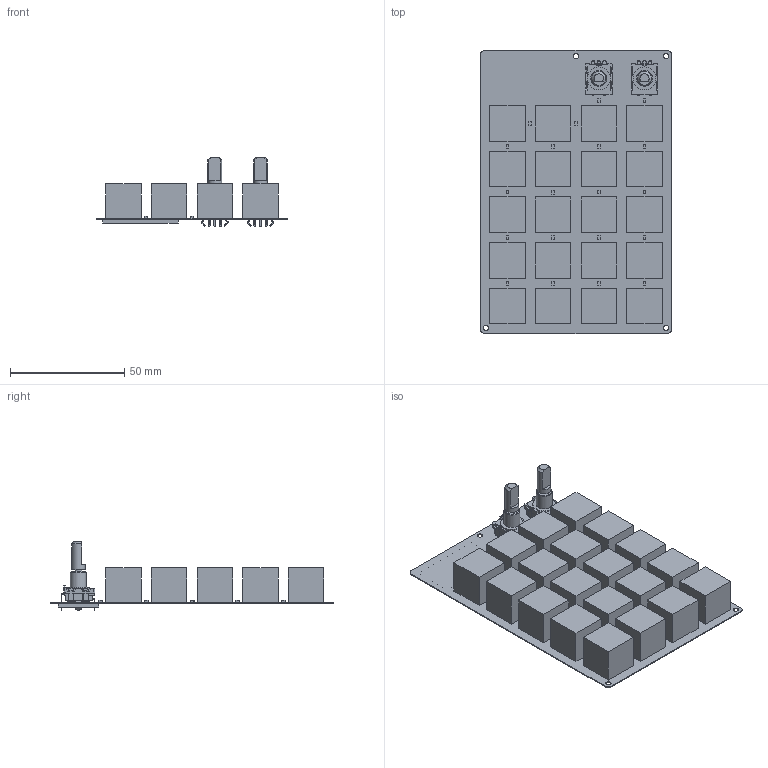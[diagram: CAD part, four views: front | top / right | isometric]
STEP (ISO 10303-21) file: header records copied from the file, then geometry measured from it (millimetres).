
FILE_DESCRIPTION(('Open CASCADE Model'),'2;1');
FILE_NAME('Open CASCADE Shape Model','2025-04-11T16:53:11',('Author'),( 'Open CASCADE'),'Open CASCADE STEP processor 7.5','Open CASCADE 7.5' ,'Unknown');
FILE_SCHEMA(('AUTOMOTIVE_DESIGN { 1 0 10303 214 1 1 1 1 }'));
Length unit declared in the file: millimetre
Products named in the file (57): PCB; Board; Open CASCADE STEP translator 7.5 1.1.1; SW2; 7113050848; Extruded; S2; 4820xx514001; 482020714001; pin; pin_short; contact_plate; S1; SW20; SW19; SW18; SW17; SW16; SW15; SW14; SW13; SW12; SW11; SW10; SW9; SW8; SW7; SW6; SW5; SW4; SW3; SW1; K1; 7113050288; D20; 7113050688; D19; D18; D17; D16 ...
Assembly tree (98 placements, depth 4):
  PCB
    Board
      Open CASCADE STEP translator 7.5 1.1.1
    SW2
      7113050848
        Extruded
    S2
      4820xx514001
        482020714001
        pin  x3
        pin_short  x2
        contact_plate
    S1
      4820xx514001
        482020714001
        pin  x3
        pin_short  x2
        contact_plate
    SW20
      7113050848
        Extruded
    SW19
      7113050848
        Extruded
    SW18
      7113050848
        Extruded
    SW17
      7113050848
        Extruded
    SW16
      7113050848
        Extruded
    SW15
      7113050848
        Extruded
    SW14
      7113050848
        Extruded
    SW13
      7113050848
        Extruded
    SW12
      7113050848
        Extruded
    SW11
      7113050848
        Extruded
    SW10
      7113050848
        Extruded
    SW9
      7113050848
        Extruded
    SW8
      7113050848
        Extruded
    SW7
      7113050848
        Extruded
Bounding box: 84 x 124 x 30.1 mm (x, y, z)
Volume: 81895.3 mm3; surface area: 53638 mm2
Topology: 56 solids, 56 shells, 1238 faces, 3126 edges, 2036 vertices
Faces by surface type: plane 898, cylinder 296, revolution 16, torus 16, sphere 8, cone 4
Full cylindrical faces by diameter (mm): 1 x10, 1.498 x40, 1.702 x40, 2.4 x4, 3 x2, 3.988 x20, 6 x2, 7 x2, 10 x2
Entity records: 19620 total; most frequent: CARTESIAN_POINT 3052, DIRECTION 3042, ORIENTED_EDGE 2816, EDGE_CURVE 1408, AXIS2_PLACEMENT_3D 1026, LINE 984, VECTOR 984, VERTEX_POINT 920
